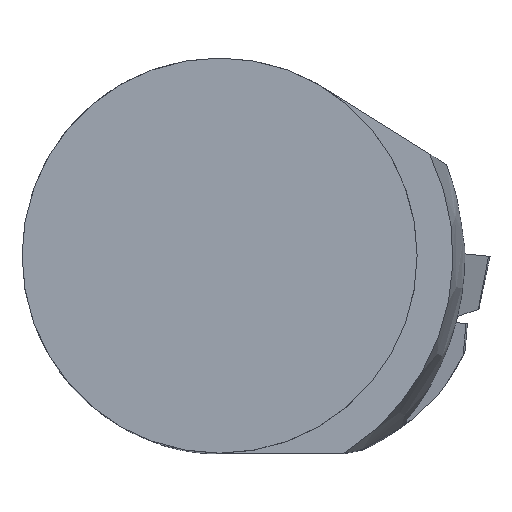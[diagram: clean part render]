
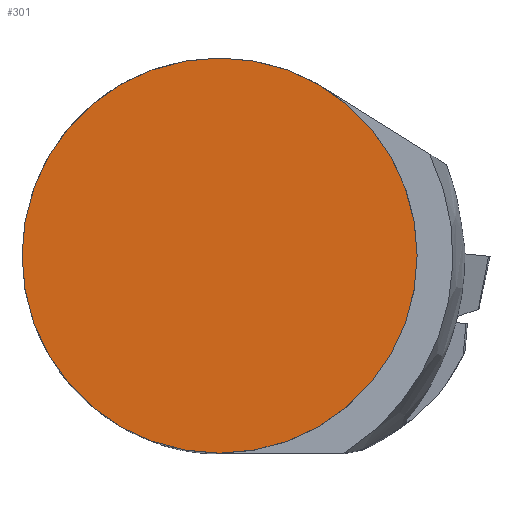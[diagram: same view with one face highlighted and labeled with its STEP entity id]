
A CAD part, top view. The second image highlights one B-rep face of the part: STEP entity #301.
In plain terms, the highlighted planar face has unit normal (0, 0, 1).
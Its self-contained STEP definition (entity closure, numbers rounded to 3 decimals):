
#144=PLANE('',#1778);
#220=FACE_OUTER_BOUND('',#433,.T.);
#301=ADVANCED_FACE('',(#220),#144,.T.);
#433=EDGE_LOOP('',(#856));
#499=CIRCLE('',#1688,16.);
#856=ORIENTED_EDGE('',*,*,#1156,.T.);
#1013=VERTEX_POINT('',#2347);
#1156=EDGE_CURVE('',#1013,#1013,#499,.T.);
#1688=AXIS2_PLACEMENT_3D('',#2346,#1860,#1861);
#1778=AXIS2_PLACEMENT_3D('',#2785,#2125,#2126);
#1860=DIRECTION('',(0.,0.,1.));
#1861=DIRECTION('',(1.,0.,0.));
#2125=DIRECTION('',(0.,0.,1.));
#2126=DIRECTION('',(1.,0.,0.));
#2346=CARTESIAN_POINT('',(0.,0.,0.));
#2347=CARTESIAN_POINT('',(16.,0.,0.));
#2785=CARTESIAN_POINT('',(0.,0.,0.));
